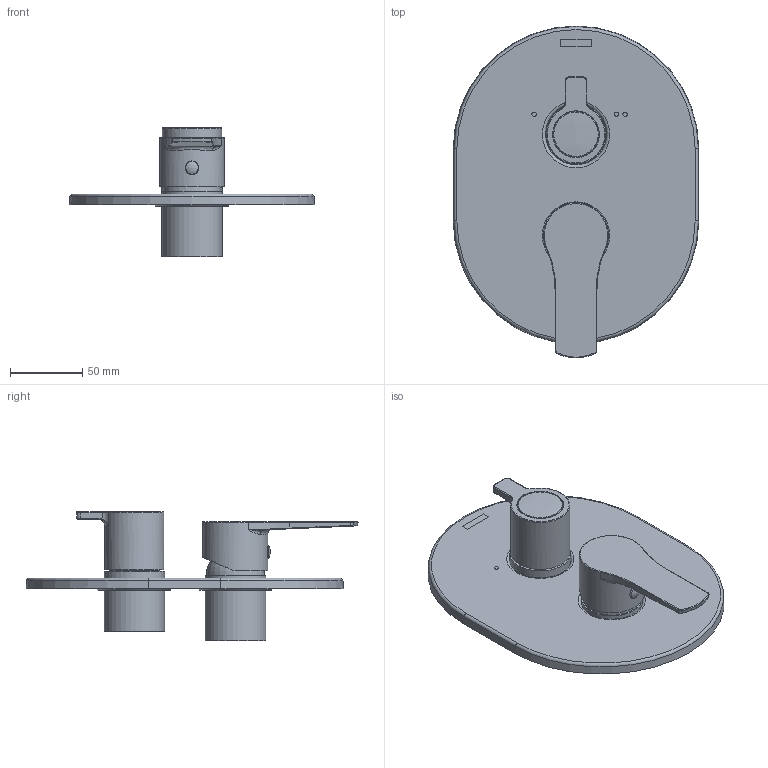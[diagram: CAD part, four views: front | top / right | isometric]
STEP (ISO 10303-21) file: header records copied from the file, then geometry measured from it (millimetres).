
FILE_DESCRIPTION (( 'STEP AP203' ), '1' );
FILE_NAME ('18CP00668.STEP', '2020-12-21T07:32:50', ( '' ), ( '' ), 'SwSTEP 2.0', 'SolidWorks 2018', '' );
FILE_SCHEMA (( 'CONFIG_CONTROL_DESIGN' ));
Length unit declared in the file: millimetre
Products named in the file (1): 18CP00668
Bounding box: 170 x 229.92 x 89.95 mm (x, y, z)
Volume: 104331.4 mm3; surface area: 137344 mm2
Topology: 11 solids, 11 shells, 217 faces, 453 edges, 278 vertices
Faces by surface type: plane 66, cylinder 57, cone 41, torus 30, bspline 20, sphere 3
Full cylindrical faces by diameter (mm): 6.8 x2, 9.5 x1, 24 x1, 25.6 x1, 28 x1, 28.6 x1, 31 x2, 31.6 x1, 32 x1, 35.8 x3, 36.5 x2, 36.9 x1, 37 x1, 39 x4, 41 x2, 42 x2, 45 x1, 54 x2
Entity records: 6699 total; most frequent: CARTESIAN_POINT 2427, DIRECTION 904, ORIENTED_EDGE 722, AXIS2_PLACEMENT_3D 408, EDGE_CURVE 361, EDGE_LOOP 330, VERTEX_POINT 263, FACE_OUTER_BOUND 261
